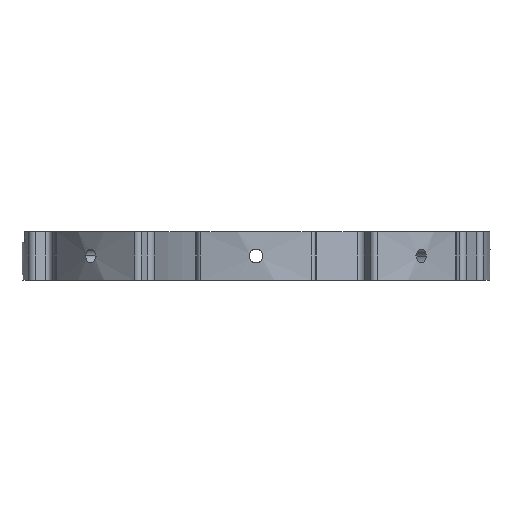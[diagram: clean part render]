
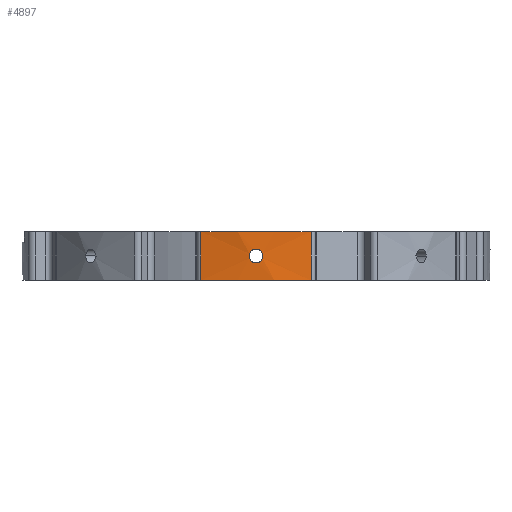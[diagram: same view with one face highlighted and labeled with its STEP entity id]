
A CAD part, front view. The second image highlights one B-rep face of the part: STEP entity #4897.
In plain terms, the highlighted cylindrical face has radius 43 mm (diameter 86 mm), a partial arc.
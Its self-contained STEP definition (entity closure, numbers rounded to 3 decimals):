
#33 = CIRCLE ( 'NONE', #310, 43. ) ;
#37 = CARTESIAN_POINT ( 'NONE',  ( 10.137, -41.788, -6. ) ) ;
#68 = CARTESIAN_POINT ( 'NONE',  ( -0.942, -42.99, -2.326 ) ) ;
#126 = VERTEX_POINT ( 'NONE', #4518 ) ;
#152 = CARTESIAN_POINT ( 'NONE',  ( -1.217, -42.983, -1.172 ) ) ;
#283 = CARTESIAN_POINT ( 'NONE',  ( 10.137, -41.788, 3. ) ) ;
#310 = AXIS2_PLACEMENT_3D ( 'NONE', #3938, #2605, #985 ) ;
#448 = LINE ( 'NONE', #37, #4622 ) ;
#453 = ORIENTED_EDGE ( 'NONE', *, *, #5058, .T. ) ;
#552 = DIRECTION ( 'NONE',  ( 0., 0., -1. ) ) ;
#582 = CARTESIAN_POINT ( 'NONE',  ( -0.329, -42.999, -2.717 ) ) ;
#606 = CARTESIAN_POINT ( 'NONE',  ( 0.403, -42.998, -0.314 ) ) ;
#630 = FACE_OUTER_BOUND ( 'NONE', #4309, .T. ) ;
#641 = CARTESIAN_POINT ( 'NONE',  ( -0.768, -42.993, -0.5 ) ) ;
#656 = CYLINDRICAL_SURFACE ( 'NONE', #2181, 43. ) ;
#664 = EDGE_CURVE ( 'NONE', #5220, #126, #3509, .T. ) ;
#951 = VERTEX_POINT ( 'NONE', #3419 ) ;
#978 = CARTESIAN_POINT ( 'NONE',  ( -1.092, -42.986, -0.869 ) ) ;
#985 = DIRECTION ( 'NONE',  ( -1., 0., 0. ) ) ;
#1011 = CARTESIAN_POINT ( 'NONE',  ( -10.137, -41.788, -6. ) ) ;
#1032 = CARTESIAN_POINT ( 'NONE',  ( 0.63, -42.996, -0.408 ) ) ;
#1198 = CARTESIAN_POINT ( 'NONE',  ( -10.137, -41.788, 3. ) ) ;
#1484 = CARTESIAN_POINT ( 'NONE',  ( 1.25, -42.982, -1.664 ) ) ;
#1511 = CARTESIAN_POINT ( 'NONE',  ( 1.092, -42.986, -0.871 ) ) ;
#1685 = ORIENTED_EDGE ( 'NONE', *, *, #664, .T. ) ;
#1694 = VECTOR ( 'NONE', #552, 1000. ) ;
#1722 = EDGE_CURVE ( 'NONE', #5220, #3455, #2072, .T. ) ;
#1757 = ORIENTED_EDGE ( 'NONE', *, *, #2126, .F. ) ;
#1773 = CARTESIAN_POINT ( 'NONE',  ( 0.769, -42.993, -2.499 ) ) ;
#1782 = CARTESIAN_POINT ( 'NONE',  ( -0.165, -43., -2.75 ) ) ;
#1870 = CARTESIAN_POINT ( 'NONE',  ( -1.25, -42.982, -1.664 ) ) ;
#1952 = DIRECTION ( 'NONE',  ( 0., 0., 1. ) ) ;
#2072 = CIRCLE ( 'NONE', #2981, 43. ) ;
#2126 = EDGE_CURVE ( 'NONE', #2803, #2186, #4231, .T. ) ;
#2163 = DIRECTION ( 'NONE',  ( 0., 0., 1. ) ) ;
#2181 = AXIS2_PLACEMENT_3D ( 'NONE', #3724, #1952, #5453 ) ;
#2186 = VERTEX_POINT ( 'NONE', #2321 ) ;
#2259 = CARTESIAN_POINT ( 'NONE',  ( -1.218, -42.983, -1.826 ) ) ;
#2321 = CARTESIAN_POINT ( 'NONE',  ( 0., -43., -0.25 ) ) ;
#2327 = CARTESIAN_POINT ( 'NONE',  ( -0.999, -42.989, -0.731 ) ) ;
#2385 = CARTESIAN_POINT ( 'NONE',  ( 0.164, -43., -0.258 ) ) ;
#2479 = CARTESIAN_POINT ( 'NONE',  ( 0., -43., -2.75 ) ) ;
#2482 = DIRECTION ( 'NONE',  ( 0., 0., 1. ) ) ;
#2504 = CARTESIAN_POINT ( 'NONE',  ( 0.999, -42.989, -2.268 ) ) ;
#2605 = DIRECTION ( 'NONE',  ( 0., 0., 1. ) ) ;
#2678 = CARTESIAN_POINT ( 'NONE',  ( 1.217, -42.983, -1.828 ) ) ;
#2711 = EDGE_LOOP ( 'NONE', ( #1757, #3956 ) ) ;
#2741 = CARTESIAN_POINT ( 'NONE',  ( 0.767, -42.993, -0.5 ) ) ;
#2775 = CARTESIAN_POINT ( 'NONE',  ( -0.628, -42.996, -0.407 ) ) ;
#2799 = CARTESIAN_POINT ( 'NONE',  ( 0., -43., -0.25 ) ) ;
#2803 = VERTEX_POINT ( 'NONE', #4122 ) ;
#2951 = EDGE_CURVE ( 'NONE', #2186, #2803, #3559, .T. ) ;
#2981 = AXIS2_PLACEMENT_3D ( 'NONE', #3845, #2482, #4205 ) ;
#3167 = CARTESIAN_POINT ( 'NONE',  ( 1.25, -42.982, -1.337 ) ) ;
#3229 = CARTESIAN_POINT ( 'NONE',  ( 0.082, -43., -0.25 ) ) ;
#3419 = CARTESIAN_POINT ( 'NONE',  ( 10.137, -41.788, -6. ) ) ;
#3455 = VERTEX_POINT ( 'NONE', #283 ) ;
#3503 = CARTESIAN_POINT ( 'NONE',  ( -1.085, -42.986, -2.125 ) ) ;
#3509 = LINE ( 'NONE', #1011, #1694 ) ;
#3559 = B_SPLINE_CURVE_WITH_KNOTS ( 'NONE', 3,
 ( #4901, #4474, #5262, #2775, #641, #2327, #978, #152, #4391, #1870, #2259, #3568, #3503, #3932, #68, #5290, #5324, #582, #1782, #3628 ),
 .UNSPECIFIED., .F., .F.,
 ( 4, 2, 2, 2, 2, 2, 2, 2, 2, 4 ),
 ( 0.004, 0.004, 0.005, 0.005, 0.006, 0.006, 0.007, 0.007, 0.007, 0.008 ),
 .UNSPECIFIED. ) ;
#3568 = CARTESIAN_POINT ( 'NONE',  ( -1.124, -42.985, -2.053 ) ) ;
#3611 = ORIENTED_EDGE ( 'NONE', *, *, #1722, .F. ) ;
#3628 = CARTESIAN_POINT ( 'NONE',  ( 0., -43., -2.75 ) ) ;
#3664 = ORIENTED_EDGE ( 'NONE', *, *, #4313, .T. ) ;
#3724 = CARTESIAN_POINT ( 'NONE',  ( 0., 0., -6. ) ) ;
#3765 = CARTESIAN_POINT ( 'NONE',  ( 0.165, -43., -2.75 ) ) ;
#3845 = CARTESIAN_POINT ( 'NONE',  ( 0., 0., 3. ) ) ;
#3925 = CARTESIAN_POINT ( 'NONE',  ( 0.327, -42.999, -2.717 ) ) ;
#3932 = CARTESIAN_POINT ( 'NONE',  ( -0.995, -42.989, -2.261 ) ) ;
#3938 = CARTESIAN_POINT ( 'NONE',  ( 0., 0., -6. ) ) ;
#3956 = ORIENTED_EDGE ( 'NONE', *, *, #2951, .F. ) ;
#4076 = CARTESIAN_POINT ( 'NONE',  ( 1.218, -42.983, -1.174 ) ) ;
#4122 = CARTESIAN_POINT ( 'NONE',  ( 0., -43., -2.75 ) ) ;
#4205 = DIRECTION ( 'NONE',  ( -1., 0., 0. ) ) ;
#4224 = CARTESIAN_POINT ( 'NONE',  ( 1.092, -42.986, -2.129 ) ) ;
#4231 = B_SPLINE_CURVE_WITH_KNOTS ( 'NONE', 3,
 ( #2479, #3765, #3925, #4647, #1773, #2504, #4224, #2678, #1484, #3167, #4076, #1511, #4891, #2741, #1032, #606, #4467, #2385, #3229, #2799 ),
 .UNSPECIFIED., .F., .F.,
 ( 4, 2, 2, 2, 2, 2, 2, 2, 2, 4 ),
 ( 0., 0., 0.001, 0.001, 0.002, 0.002, 0.003, 0.003, 0.004, 0.004 ),
 .UNSPECIFIED. ) ;
#4309 = EDGE_LOOP ( 'NONE', ( #3611, #1685, #453, #3664 ) ) ;
#4313 = EDGE_CURVE ( 'NONE', #951, #3455, #448, .T. ) ;
#4391 = CARTESIAN_POINT ( 'NONE',  ( -1.25, -42.982, -1.334 ) ) ;
#4467 = CARTESIAN_POINT ( 'NONE',  ( 0.325, -42.999, -0.29 ) ) ;
#4474 = CARTESIAN_POINT ( 'NONE',  ( -0.163, -43., -0.25 ) ) ;
#4518 = CARTESIAN_POINT ( 'NONE',  ( -10.137, -41.788, -6. ) ) ;
#4520 = FACE_BOUND ( 'NONE', #2711, .T. ) ;
#4622 = VECTOR ( 'NONE', #2163, 1000. ) ;
#4647 = CARTESIAN_POINT ( 'NONE',  ( 0.63, -42.996, -2.592 ) ) ;
#4891 = CARTESIAN_POINT ( 'NONE',  ( 1.001, -42.989, -0.733 ) ) ;
#4897 = ADVANCED_FACE ( 'NONE', ( #4520, #630 ), #656, .T. ) ;
#4901 = CARTESIAN_POINT ( 'NONE',  ( 0., -43., -0.25 ) ) ;
#5058 = EDGE_CURVE ( 'NONE', #126, #951, #33, .T. ) ;
#5220 = VERTEX_POINT ( 'NONE', #1198 ) ;
#5262 = CARTESIAN_POINT ( 'NONE',  ( -0.328, -42.999, -0.283 ) ) ;
#5290 = CARTESIAN_POINT ( 'NONE',  ( -0.769, -42.993, -2.499 ) ) ;
#5324 = CARTESIAN_POINT ( 'NONE',  ( -0.63, -42.996, -2.592 ) ) ;
#5453 = DIRECTION ( 'NONE',  ( 1., 0., 0. ) ) ;
